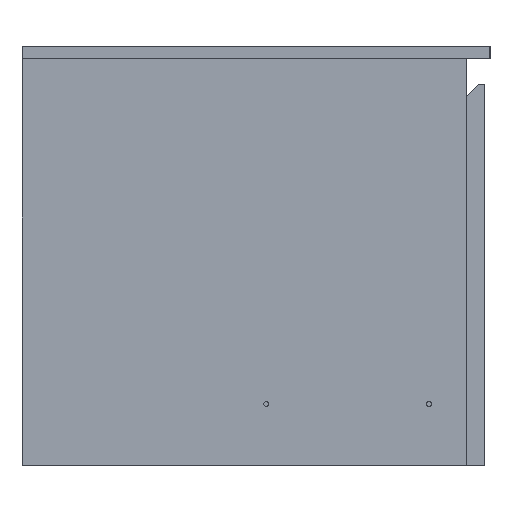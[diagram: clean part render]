
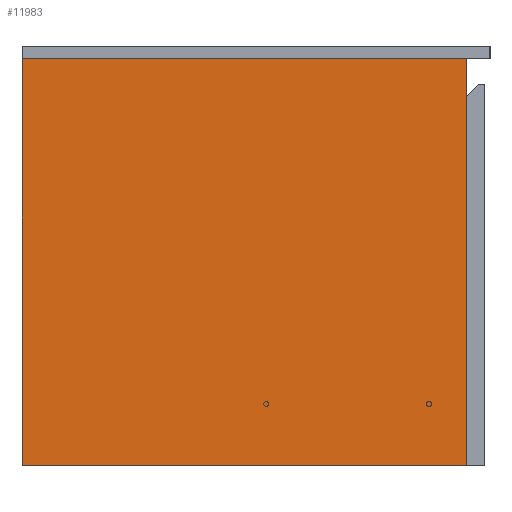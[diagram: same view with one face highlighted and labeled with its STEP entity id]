
A CAD part, left-side view. The second image highlights one B-rep face of the part: STEP entity #11983.
In plain terms, the highlighted face is planar.
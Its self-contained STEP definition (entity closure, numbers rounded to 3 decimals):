
#423 = LINE ( 'NONE', #35250, #20772 ) ;
#1045 = VERTEX_POINT ( 'NONE', #38375 ) ;
#1950 = DIRECTION ( 'NONE',  ( 1., 0., 0. ) ) ;
#2820 = DIRECTION ( 'NONE',  ( 0., -1., 0. ) ) ;
#3985 = ORIENTED_EDGE ( 'NONE', *, *, #18135, .F. ) ;
#5120 = EDGE_CURVE ( 'NONE', #29457, #13181, #11727, .T. ) ;
#5677 = ORIENTED_EDGE ( 'NONE', *, *, #28090, .F. ) ;
#9977 = CARTESIAN_POINT ( 'NONE',  ( 0., 0., -2. ) ) ;
#10828 = CARTESIAN_POINT ( 'NONE',  ( 400., 437., -2. ) ) ;
#11727 = LINE ( 'NONE', #43864, #29402 ) ;
#11983 = ADVANCED_FACE ( 'NONE', ( #40345 ), #33208, .T. ) ;
#13181 = VERTEX_POINT ( 'NONE', #10828 ) ;
#13462 = EDGE_CURVE ( 'NONE', #39891, #29457, #423, .T. ) ;
#15677 = DIRECTION ( 'NONE',  ( 0., 0., -1. ) ) ;
#18135 = EDGE_CURVE ( 'NONE', #13181, #1045, #31377, .T. ) ;
#20772 = VECTOR ( 'NONE', #1950, 1000. ) ;
#22846 = EDGE_LOOP ( 'NONE', ( #5677, #3985, #36227, #25078 ) ) ;
#23352 = VECTOR ( 'NONE', #2820, 1000. ) ;
#25078 = ORIENTED_EDGE ( 'NONE', *, *, #13462, .F. ) ;
#26273 = DIRECTION ( 'NONE',  ( -1., 0., 0. ) ) ;
#28090 = EDGE_CURVE ( 'NONE', #1045, #39891, #34684, .T. ) ;
#29402 = VECTOR ( 'NONE', #37534, 1000. ) ;
#29457 = VERTEX_POINT ( 'NONE', #41332 ) ;
#31377 = LINE ( 'NONE', #34498, #38402 ) ;
#33208 = PLANE ( 'NONE',  #40724 ) ;
#33995 = CARTESIAN_POINT ( 'NONE',  ( 0., 437., -2. ) ) ;
#34498 = CARTESIAN_POINT ( 'NONE',  ( 0., 437., -2. ) ) ;
#34684 = LINE ( 'NONE', #33995, #23352 ) ;
#35250 = CARTESIAN_POINT ( 'NONE',  ( 0., 0., -2. ) ) ;
#36227 = ORIENTED_EDGE ( 'NONE', *, *, #5120, .F. ) ;
#36252 = CARTESIAN_POINT ( 'NONE',  ( 0., 437., -2. ) ) ;
#37534 = DIRECTION ( 'NONE',  ( 0., 1., 0. ) ) ;
#38375 = CARTESIAN_POINT ( 'NONE',  ( 0., 437., -2. ) ) ;
#38402 = VECTOR ( 'NONE', #41297, 1000. ) ;
#39891 = VERTEX_POINT ( 'NONE', #9977 ) ;
#40345 = FACE_OUTER_BOUND ( 'NONE', #22846, .T. ) ;
#40724 = AXIS2_PLACEMENT_3D ( 'NONE', #36252, #15677, #26273 ) ;
#41297 = DIRECTION ( 'NONE',  ( -1., 0., 0. ) ) ;
#41332 = CARTESIAN_POINT ( 'NONE',  ( 400., 0., -2. ) ) ;
#43864 = CARTESIAN_POINT ( 'NONE',  ( 400., 437., -2. ) ) ;
